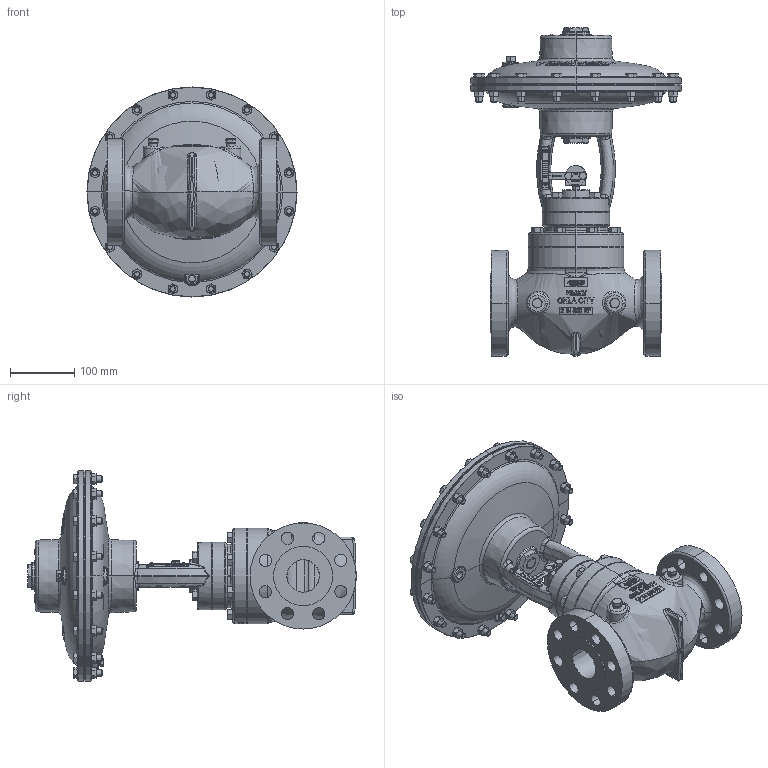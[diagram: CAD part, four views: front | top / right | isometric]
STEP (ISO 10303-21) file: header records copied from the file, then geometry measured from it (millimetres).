
FILE_DESCRIPTION (( 'STEP AP203' ), '1' );
FILE_NAME ('2 INCH HPMV PB 300RF (EOS).STEP', '2015-01-20T16:38:26', ( 'PCTech' ), ( 'Microsoft' ), 'SwSTEP 2.0', 'SolidWorks 2015', '' );
FILE_SCHEMA (( 'CONFIG_CONTROL_DESIGN' ));
Length unit declared in the file: inch
Products named in the file (1): 2 INCH HPMV PB 300RF (EOS)
Bounding box: 327.02 x 511.1 x 327.02 mm (x, y, z)
Volume: 8104806.4 mm3; surface area: 1137358.5 mm2
Topology: 79 solids, 79 shells, 4105 faces, 10202 edges, 6466 vertices
Faces by surface type: plane 1916, bspline 877, cone 638, cylinder 408, torus 188, sphere 78
Entity records: 372997 total; most frequent: CARTESIAN_POINT 284020, ORIENTED_EDGE 20336, DIRECTION 15154, EDGE_CURVE 10168, VERTEX_POINT 6464, AXIS2_PLACEMENT_3D 5458, EDGE_LOOP 4390, LINE 4238
